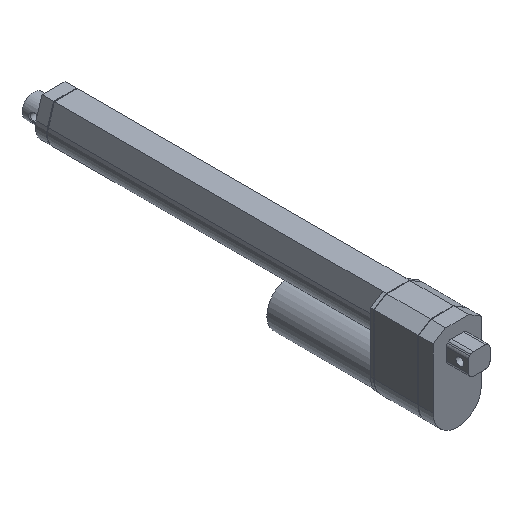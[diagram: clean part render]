
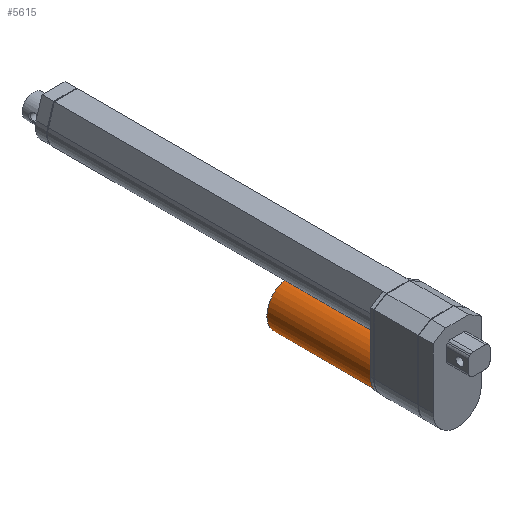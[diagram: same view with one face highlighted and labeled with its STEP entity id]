
A CAD part, isometric view. The second image highlights one B-rep face of the part: STEP entity #5615.
In plain terms, the highlighted cylindrical face has radius 19.05 mm (diameter 38.1 mm), a full revolution.
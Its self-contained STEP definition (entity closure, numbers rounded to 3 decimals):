
#5414 = PLANE('',#5415);
#5415 = AXIS2_PLACEMENT_3D('',#5416,#5417,#5418);
#5416 = CARTESIAN_POINT('',(0.,52.832,-18.161));
#5417 = DIRECTION('',(0.,1.,0.));
#5418 = DIRECTION('',(0.,0.,1.));
#5562 = EDGE_CURVE('',#5563,#5563,#5565,.T.);
#5563 = VERTEX_POINT('',#5564);
#5564 = CARTESIAN_POINT('',(19.05,52.832,-18.161));
#5565 = SURFACE_CURVE('',#5566,(#5571,#5578),.PCURVE_S1.);
#5566 = CIRCLE('',#5567,19.05);
#5567 = AXIS2_PLACEMENT_3D('',#5568,#5569,#5570);
#5568 = CARTESIAN_POINT('',(0.,52.832,-18.161));
#5569 = DIRECTION('',(0.,1.,0.));
#5570 = DIRECTION('',(-1.,0.,0.));
#5571 = PCURVE('',#5414,#5572);
#5572 = DEFINITIONAL_REPRESENTATION('',(#5573),#5577);
#5573 = CIRCLE('',#5574,19.05);
#5574 = AXIS2_PLACEMENT_2D('',#5575,#5576);
#5575 = CARTESIAN_POINT('',(0.,0.));
#5576 = DIRECTION('',(0.,-1.));
#5577 = ( GEOMETRIC_REPRESENTATION_CONTEXT(2) 
PARAMETRIC_REPRESENTATION_CONTEXT() REPRESENTATION_CONTEXT('2D SPACE',''
  ) );
#5578 = PCURVE('',#5579,#5584);
#5579 = CYLINDRICAL_SURFACE('',#5580,19.05);
#5580 = AXIS2_PLACEMENT_3D('',#5581,#5582,#5583);
#5581 = CARTESIAN_POINT('',(0.,52.07,-18.161));
#5582 = DIRECTION('',(0.,1.,0.));
#5583 = DIRECTION('',(-1.,0.,0.));
#5584 = DEFINITIONAL_REPRESENTATION('',(#5585),#5611);
#5585 = B_SPLINE_CURVE_WITH_KNOTS('',3,(#5586,#5587,#5588,#5589,#5590,
    #5591,#5592,#5593,#5594,#5595,#5596,#5597,#5598,#5599,#5600,#5601,
    #5602,#5603,#5604,#5605,#5606,#5607,#5608,#5609,#5610),
  .UNSPECIFIED.,.F.,.F.,(4,1,1,1,1,1,1,1,1,1,1,1,1,1,1,1,1,1,1,1,1,1,4),
  (3.142,3.427,3.713,3.998,
    4.284,4.57,4.855,5.141,
    5.426,5.712,5.998,6.283,
    6.569,6.854,7.14,7.426,
    7.711,7.997,8.282,8.568,
    8.854,9.139,9.425),.UNSPECIFIED.);
#5586 = CARTESIAN_POINT('',(3.142,0.762));
#5587 = CARTESIAN_POINT('',(3.237,0.762));
#5588 = CARTESIAN_POINT('',(3.427,0.762));
#5589 = CARTESIAN_POINT('',(3.713,0.762));
#5590 = CARTESIAN_POINT('',(3.998,0.762));
#5591 = CARTESIAN_POINT('',(4.284,0.762));
#5592 = CARTESIAN_POINT('',(4.57,0.762));
#5593 = CARTESIAN_POINT('',(4.855,0.762));
#5594 = CARTESIAN_POINT('',(5.141,0.762));
#5595 = CARTESIAN_POINT('',(5.426,0.762));
#5596 = CARTESIAN_POINT('',(5.712,0.762));
#5597 = CARTESIAN_POINT('',(5.998,0.762));
#5598 = CARTESIAN_POINT('',(6.283,0.762));
#5599 = CARTESIAN_POINT('',(6.569,0.762));
#5600 = CARTESIAN_POINT('',(6.854,0.762));
#5601 = CARTESIAN_POINT('',(7.14,0.762));
#5602 = CARTESIAN_POINT('',(7.426,0.762));
#5603 = CARTESIAN_POINT('',(7.711,0.762));
#5604 = CARTESIAN_POINT('',(7.997,0.762));
#5605 = CARTESIAN_POINT('',(8.282,0.762));
#5606 = CARTESIAN_POINT('',(8.568,0.762));
#5607 = CARTESIAN_POINT('',(8.854,0.762));
#5608 = CARTESIAN_POINT('',(9.139,0.762));
#5609 = CARTESIAN_POINT('',(9.33,0.762));
#5610 = CARTESIAN_POINT('',(9.425,0.762));
#5611 = ( GEOMETRIC_REPRESENTATION_CONTEXT(2) 
PARAMETRIC_REPRESENTATION_CONTEXT() REPRESENTATION_CONTEXT('2D SPACE',''
  ) );
#5615 = ADVANCED_FACE('',(#5616),#5579,.T.);
#5616 = FACE_BOUND('',#5617,.T.);
#5617 = EDGE_LOOP('',(#5618,#5673,#5693,#5694));
#5618 = ORIENTED_EDGE('',*,*,#5619,.T.);
#5619 = EDGE_CURVE('',#5620,#5620,#5622,.T.);
#5620 = VERTEX_POINT('',#5621);
#5621 = CARTESIAN_POINT('',(19.05,138.938,-18.161));
#5622 = SURFACE_CURVE('',#5623,(#5628,#5657),.PCURVE_S1.);
#5623 = CIRCLE('',#5624,19.05);
#5624 = AXIS2_PLACEMENT_3D('',#5625,#5626,#5627);
#5625 = CARTESIAN_POINT('',(0.,138.938,-18.161));
#5626 = DIRECTION('',(0.,-1.,0.));
#5627 = DIRECTION('',(-1.,0.,0.));
#5628 = PCURVE('',#5579,#5629);
#5629 = DEFINITIONAL_REPRESENTATION('',(#5630),#5656);
#5630 = B_SPLINE_CURVE_WITH_KNOTS('',3,(#5631,#5632,#5633,#5634,#5635,
    #5636,#5637,#5638,#5639,#5640,#5641,#5642,#5643,#5644,#5645,#5646,
    #5647,#5648,#5649,#5650,#5651,#5652,#5653,#5654,#5655),
  .UNSPECIFIED.,.F.,.F.,(4,1,1,1,1,1,1,1,1,1,1,1,1,1,1,1,1,1,1,1,1,1,4),
  (3.142,3.427,3.713,3.998,
    4.284,4.57,4.855,5.141,
    5.426,5.712,5.998,6.283,
    6.569,6.854,7.14,7.426,
    7.711,7.997,8.282,8.568,
    8.854,9.139,9.425),.UNSPECIFIED.);
#5631 = CARTESIAN_POINT('',(9.425,86.868));
#5632 = CARTESIAN_POINT('',(9.33,86.868));
#5633 = CARTESIAN_POINT('',(9.139,86.868));
#5634 = CARTESIAN_POINT('',(8.854,86.868));
#5635 = CARTESIAN_POINT('',(8.568,86.868));
#5636 = CARTESIAN_POINT('',(8.282,86.868));
#5637 = CARTESIAN_POINT('',(7.997,86.868));
#5638 = CARTESIAN_POINT('',(7.711,86.868));
#5639 = CARTESIAN_POINT('',(7.426,86.868));
#5640 = CARTESIAN_POINT('',(7.14,86.868));
#5641 = CARTESIAN_POINT('',(6.854,86.868));
#5642 = CARTESIAN_POINT('',(6.569,86.868));
#5643 = CARTESIAN_POINT('',(6.283,86.868));
#5644 = CARTESIAN_POINT('',(5.998,86.868));
#5645 = CARTESIAN_POINT('',(5.712,86.868));
#5646 = CARTESIAN_POINT('',(5.426,86.868));
#5647 = CARTESIAN_POINT('',(5.141,86.868));
#5648 = CARTESIAN_POINT('',(4.855,86.868));
#5649 = CARTESIAN_POINT('',(4.57,86.868));
#5650 = CARTESIAN_POINT('',(4.284,86.868));
#5651 = CARTESIAN_POINT('',(3.998,86.868));
#5652 = CARTESIAN_POINT('',(3.713,86.868));
#5653 = CARTESIAN_POINT('',(3.427,86.868));
#5654 = CARTESIAN_POINT('',(3.237,86.868));
#5655 = CARTESIAN_POINT('',(3.142,86.868));
#5656 = ( GEOMETRIC_REPRESENTATION_CONTEXT(2) 
PARAMETRIC_REPRESENTATION_CONTEXT() REPRESENTATION_CONTEXT('2D SPACE',''
  ) );
#5657 = PCURVE('',#5658,#5663);
#5658 = PLANE('',#5659);
#5659 = AXIS2_PLACEMENT_3D('',#5660,#5661,#5662);
#5660 = CARTESIAN_POINT('',(0.,138.938,-18.161));
#5661 = DIRECTION('',(0.,1.,0.));
#5662 = DIRECTION('',(0.,0.,1.));
#5663 = DEFINITIONAL_REPRESENTATION('',(#5664),#5672);
#5664 = ( BOUNDED_CURVE() B_SPLINE_CURVE(2,(#5665,#5666,#5667,#5668,
#5669,#5670,#5671),.UNSPECIFIED.,.T.,.F.) B_SPLINE_CURVE_WITH_KNOTS((1,2
    ,2,2,2,1),(-2.094,0.,2.094,4.189,
6.283,8.378),.UNSPECIFIED.) CURVE() 
GEOMETRIC_REPRESENTATION_ITEM() RATIONAL_B_SPLINE_CURVE((1.,0.5,1.,0.5,
1.,0.5,1.)) REPRESENTATION_ITEM('') );
#5665 = CARTESIAN_POINT('',(0.,-19.05));
#5666 = CARTESIAN_POINT('',(-32.996,-19.05));
#5667 = CARTESIAN_POINT('',(-16.498,9.525));
#5668 = CARTESIAN_POINT('',(0.,38.1));
#5669 = CARTESIAN_POINT('',(16.498,9.525));
#5670 = CARTESIAN_POINT('',(32.996,-19.05));
#5671 = CARTESIAN_POINT('',(0.,-19.05));
#5672 = ( GEOMETRIC_REPRESENTATION_CONTEXT(2) 
PARAMETRIC_REPRESENTATION_CONTEXT() REPRESENTATION_CONTEXT('2D SPACE',''
  ) );
#5673 = ORIENTED_EDGE('',*,*,#5674,.F.);
#5674 = EDGE_CURVE('',#5563,#5620,#5675,.T.);
#5675 = SEAM_CURVE('',#5676,(#5679,#5686),.PCURVE_S1.);
#5676 = B_SPLINE_CURVE_WITH_KNOTS('',1,(#5677,#5678),.UNSPECIFIED.,.F.,
  .F.,(2,2),(0.762,86.868),.PIECEWISE_BEZIER_KNOTS.);
#5677 = CARTESIAN_POINT('',(19.05,52.832,-18.161));
#5678 = CARTESIAN_POINT('',(19.05,138.938,-18.161));
#5679 = PCURVE('',#5579,#5680);
#5680 = DEFINITIONAL_REPRESENTATION('',(#5681),#5685);
#5681 = LINE('',#5682,#5683);
#5682 = CARTESIAN_POINT('',(3.142,0.));
#5683 = VECTOR('',#5684,1.);
#5684 = DIRECTION('',(0.,1.));
#5685 = ( GEOMETRIC_REPRESENTATION_CONTEXT(2) 
PARAMETRIC_REPRESENTATION_CONTEXT() REPRESENTATION_CONTEXT('2D SPACE',''
  ) );
#5686 = PCURVE('',#5579,#5687);
#5687 = DEFINITIONAL_REPRESENTATION('',(#5688),#5692);
#5688 = LINE('',#5689,#5690);
#5689 = CARTESIAN_POINT('',(9.425,0.));
#5690 = VECTOR('',#5691,1.);
#5691 = DIRECTION('',(0.,1.));
#5692 = ( GEOMETRIC_REPRESENTATION_CONTEXT(2) 
PARAMETRIC_REPRESENTATION_CONTEXT() REPRESENTATION_CONTEXT('2D SPACE',''
  ) );
#5693 = ORIENTED_EDGE('',*,*,#5562,.T.);
#5694 = ORIENTED_EDGE('',*,*,#5674,.T.);
